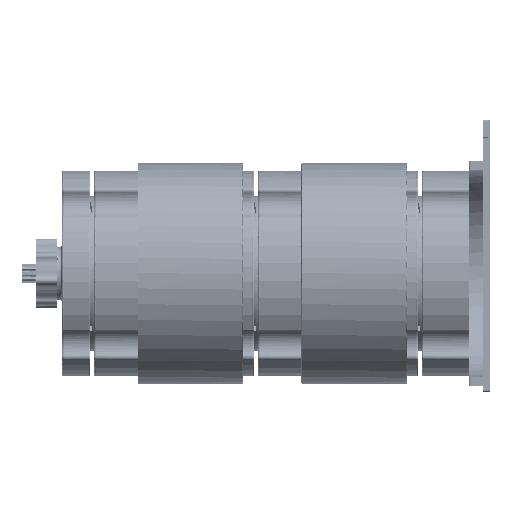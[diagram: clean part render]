
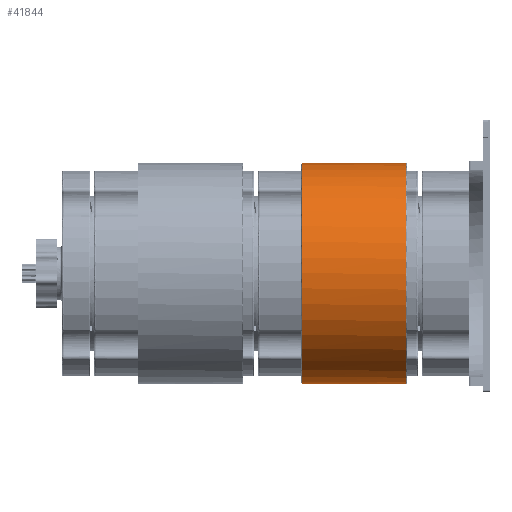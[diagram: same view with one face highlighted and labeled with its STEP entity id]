
A CAD part, left-side view. The second image highlights one B-rep face of the part: STEP entity #41844.
In plain terms, the highlighted free-form (B-spline) face has degree [2, 1] with [5, 2] control points.
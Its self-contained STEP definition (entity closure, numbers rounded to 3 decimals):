
#40606 = VERTEX_POINT('',#40607);
#40607 = CARTESIAN_POINT('',(66.097,104.68,
    261.391));
#40613 = EDGE_CURVE('',#40614,#40606,#40616,.T.);
#40614 = VERTEX_POINT('',#40615);
#40615 = CARTESIAN_POINT('',(66.097,104.68,
    94.112));
#40616 = ( BOUNDED_CURVE() B_SPLINE_CURVE(2,(#40617,#40618,#40619,#40620
,#40621),.UNSPECIFIED.,.F.,.F.) B_SPLINE_CURVE_WITH_KNOTS((3,2,3),(0.,
1.571,3.142),.PIECEWISE_BEZIER_KNOTS.) CURVE() 
GEOMETRIC_REPRESENTATION_ITEM() RATIONAL_B_SPLINE_CURVE((1.,
0.707,1.,0.707,1.)) REPRESENTATION_ITEM('') );
#40617 = CARTESIAN_POINT('',(66.097,104.68,
    94.112));
#40618 = CARTESIAN_POINT('',(-17.543,104.68,
    94.112));
#40619 = CARTESIAN_POINT('',(-17.543,104.68,
    177.751));
#40620 = CARTESIAN_POINT('',(-17.543,104.68,
    261.391));
#40621 = CARTESIAN_POINT('',(66.097,104.68,
    261.391));
#40661 = VERTEX_POINT('',#40662);
#40662 = CARTESIAN_POINT('',(66.097,183.573,
    94.112));
#40668 = EDGE_CURVE('',#40669,#40661,#40671,.T.);
#40669 = VERTEX_POINT('',#40670);
#40670 = CARTESIAN_POINT('',(66.097,183.573,
    261.391));
#40671 = ( BOUNDED_CURVE() B_SPLINE_CURVE(2,(#40672,#40673,#40674,#40675
,#40676),.UNSPECIFIED.,.F.,.F.) B_SPLINE_CURVE_WITH_KNOTS((3,2,3),(
    3.142,4.712,6.283),
.PIECEWISE_BEZIER_KNOTS.) CURVE() GEOMETRIC_REPRESENTATION_ITEM() 
RATIONAL_B_SPLINE_CURVE((1.,0.707,1.,0.707,1.)) 
REPRESENTATION_ITEM('') );
#40672 = CARTESIAN_POINT('',(66.097,183.573,
    261.391));
#40673 = CARTESIAN_POINT('',(-17.543,183.573,
    261.391));
#40674 = CARTESIAN_POINT('',(-17.543,183.573,
    177.751));
#40675 = CARTESIAN_POINT('',(-17.543,183.573,
    94.112));
#40676 = CARTESIAN_POINT('',(66.097,183.573,
    94.112));
#41724 = EDGE_CURVE('',#40669,#40606,#41725,.T.);
#41725 = B_SPLINE_CURVE_WITH_KNOTS('',1,(#41726,#41727),.UNSPECIFIED.,
  .F.,.F.,(2,2),(-29.5,29.5),.PIECEWISE_BEZIER_KNOTS.);
#41726 = CARTESIAN_POINT('',(66.097,183.573,
    261.391));
#41727 = CARTESIAN_POINT('',(66.097,104.68,
    261.391));
#41737 = EDGE_CURVE('',#40661,#40614,#41738,.T.);
#41738 = B_SPLINE_CURVE_WITH_KNOTS('',1,(#41739,#41740),.UNSPECIFIED.,
  .F.,.F.,(2,2),(-29.5,29.5),.PIECEWISE_BEZIER_KNOTS.);
#41739 = CARTESIAN_POINT('',(66.097,183.573,
    94.112));
#41740 = CARTESIAN_POINT('',(66.097,104.68,
    94.112));
#41844 = ADVANCED_FACE('',(#41845),#41851,.T.);
#41845 = FACE_BOUND('',#41846,.T.);
#41846 = EDGE_LOOP('',(#41847,#41848,#41849,#41850));
#41847 = ORIENTED_EDGE('',*,*,#41724,.F.);
#41848 = ORIENTED_EDGE('',*,*,#40668,.T.);
#41849 = ORIENTED_EDGE('',*,*,#41737,.T.);
#41850 = ORIENTED_EDGE('',*,*,#40613,.T.);
#41851 = ( BOUNDED_SURFACE() B_SPLINE_SURFACE(2,1,(
    (#41852,#41853)
    ,(#41854,#41855)
    ,(#41856,#41857)
    ,(#41858,#41859)
    ,(#41860,#41861
)),.UNSPECIFIED.,.F.,.F.,.F.) B_SPLINE_SURFACE_WITH_KNOTS((3,2,3),(2,2),
  (3.142,4.712,6.283),(-29.5,29.5),
.PIECEWISE_BEZIER_KNOTS.) GEOMETRIC_REPRESENTATION_ITEM() 
RATIONAL_B_SPLINE_SURFACE((
    (1.,1.)
    ,(0.707,0.707)
    ,(1.,1.)
    ,(0.707,0.707)
,(1.,1.))) REPRESENTATION_ITEM('') SURFACE() );
#41852 = CARTESIAN_POINT('',(66.097,183.573,
    261.391));
#41853 = CARTESIAN_POINT('',(66.097,104.68,
    261.391));
#41854 = CARTESIAN_POINT('',(-17.543,183.573,
    261.391));
#41855 = CARTESIAN_POINT('',(-17.543,104.68,
    261.391));
#41856 = CARTESIAN_POINT('',(-17.543,183.573,
    177.751));
#41857 = CARTESIAN_POINT('',(-17.543,104.68,
    177.751));
#41858 = CARTESIAN_POINT('',(-17.543,183.573,
    94.112));
#41859 = CARTESIAN_POINT('',(-17.543,104.68,
    94.112));
#41860 = CARTESIAN_POINT('',(66.097,183.573,
    94.112));
#41861 = CARTESIAN_POINT('',(66.097,104.68,
    94.112));
